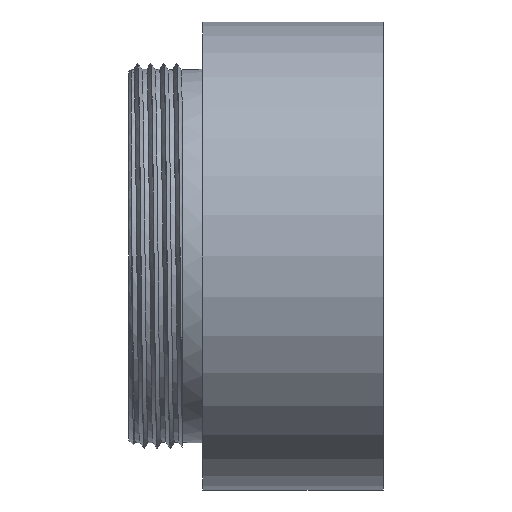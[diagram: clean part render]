
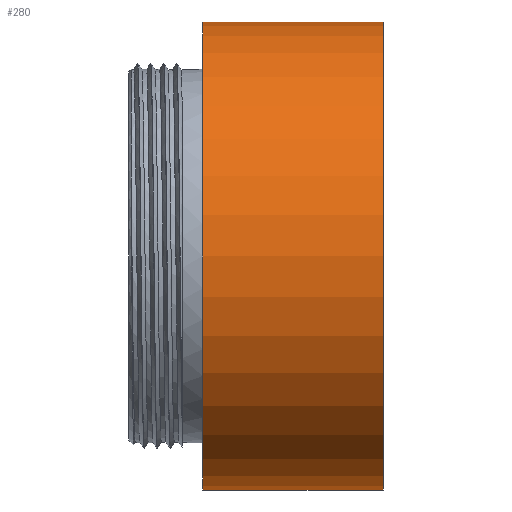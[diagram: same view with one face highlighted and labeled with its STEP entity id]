
A CAD part, front view. The second image highlights one B-rep face of the part: STEP entity #280.
In plain terms, the highlighted cylindrical face has radius 28.5 mm (diameter 57 mm), a full revolution.
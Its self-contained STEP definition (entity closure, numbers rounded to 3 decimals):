
#46=CYLINDRICAL_SURFACE('',#322,28.5);
#58=FACE_BOUND('',#110,.T.);
#78=FACE_OUTER_BOUND('',#109,.T.);
#109=EDGE_LOOP('',(#255));
#110=EDGE_LOOP('',(#256));
#125=CIRCLE('',#313,28.5);
#128=CIRCLE('',#321,28.5);
#151=VERTEX_POINT('',#3214);
#154=VERTEX_POINT('',#3225);
#185=EDGE_CURVE('',#151,#151,#125,.T.);
#188=EDGE_CURVE('',#154,#154,#128,.T.);
#255=ORIENTED_EDGE('',*,*,#188,.T.);
#256=ORIENTED_EDGE('',*,*,#185,.F.);
#280=ADVANCED_FACE('',(#78,#58),#46,.T.);
#313=AXIS2_PLACEMENT_3D('',#3215,#373,#374);
#321=AXIS2_PLACEMENT_3D('',#3226,#389,#390);
#322=AXIS2_PLACEMENT_3D('',#3227,#391,#392);
#373=DIRECTION('center_axis',(1.,0.,0.));
#374=DIRECTION('ref_axis',(0.,0.,-1.));
#389=DIRECTION('center_axis',(1.,0.,0.));
#390=DIRECTION('ref_axis',(0.,0.,-1.));
#391=DIRECTION('center_axis',(1.,0.,0.));
#392=DIRECTION('ref_axis',(0.,1.,0.));
#3214=CARTESIAN_POINT('',(0.,28.5,0.));
#3215=CARTESIAN_POINT('Origin',(0.,0.,0.));
#3225=CARTESIAN_POINT('',(-22.,28.5,0.));
#3226=CARTESIAN_POINT('Origin',(-22.,0.,0.));
#3227=CARTESIAN_POINT('Origin',(-11.,0.,0.));
